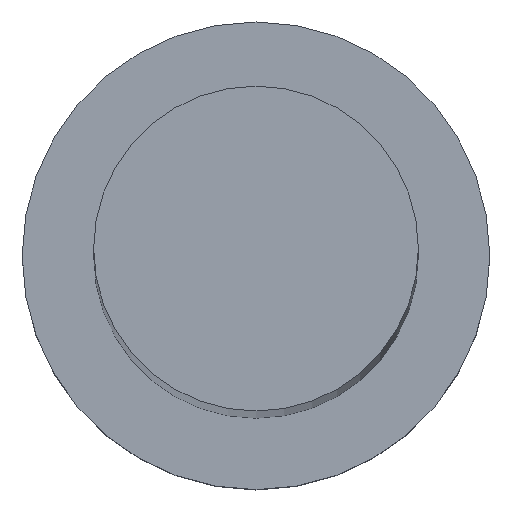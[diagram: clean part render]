
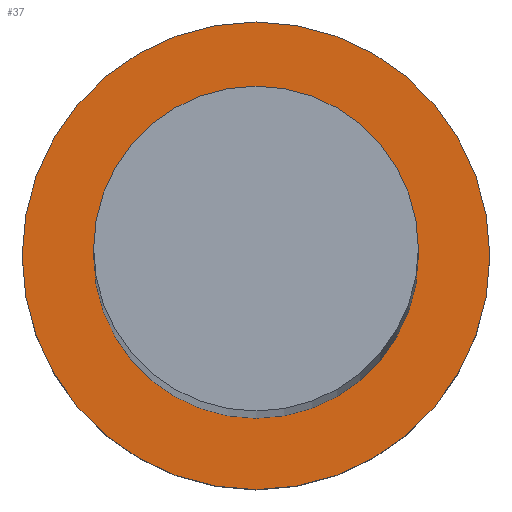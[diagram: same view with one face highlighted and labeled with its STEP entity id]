
A CAD part, top view. The second image highlights one B-rep face of the part: STEP entity #37.
In plain terms, the highlighted planar face has unit normal (0, 0, 1).
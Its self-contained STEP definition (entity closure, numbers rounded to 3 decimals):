
#2 = CARTESIAN_POINT ( 'NONE',  ( 0., 0., 7. ) ) ;
#37 = ADVANCED_FACE ( 'NONE', ( #236, #56 ), #193, .T. ) ;
#39 = CIRCLE ( 'NONE', #211, 9. ) ;
#40 = EDGE_CURVE ( 'NONE', #120, #108, #39, .T. ) ;
#44 = DIRECTION ( 'NONE',  ( 1., 0., 0. ) ) ;
#48 = CARTESIAN_POINT ( 'NONE',  ( 9., 0., 7. ) ) ;
#51 = DIRECTION ( 'NONE',  ( 1., 0., 0. ) ) ;
#56 = FACE_OUTER_BOUND ( 'NONE', #98, .T. ) ;
#63 = CARTESIAN_POINT ( 'NONE',  ( 0., 0., 7. ) ) ;
#64 = CARTESIAN_POINT ( 'NONE',  ( 0., 0., 7. ) ) ;
#67 = DIRECTION ( 'NONE',  ( 0., 0., 1. ) ) ;
#78 = ORIENTED_EDGE ( 'NONE', *, *, #185, .T. ) ;
#82 = VERTEX_POINT ( 'NONE', #225 ) ;
#84 = EDGE_CURVE ( 'NONE', #82, #251, #232, .T. ) ;
#86 = DIRECTION ( 'NONE',  ( 0., 0., 1. ) ) ;
#95 = AXIS2_PLACEMENT_3D ( 'NONE', #107, #86, #141 ) ;
#98 = EDGE_LOOP ( 'NONE', ( #78, #114 ) ) ;
#107 = CARTESIAN_POINT ( 'NONE',  ( 0., 0., 7. ) ) ;
#108 = VERTEX_POINT ( 'NONE', #155 ) ;
#114 = ORIENTED_EDGE ( 'NONE', *, *, #40, .T. ) ;
#120 = VERTEX_POINT ( 'NONE', #48 ) ;
#124 = DIRECTION ( 'NONE',  ( 0., 0., 1. ) ) ;
#127 = CARTESIAN_POINT ( 'NONE',  ( 0., 0., 7. ) ) ;
#132 = DIRECTION ( 'NONE',  ( 1., 0., 0. ) ) ;
#140 = CIRCLE ( 'NONE', #244, 9. ) ;
#141 = DIRECTION ( 'NONE',  ( 1., 0., 0. ) ) ;
#147 = EDGE_LOOP ( 'NONE', ( #223, #214 ) ) ;
#155 = CARTESIAN_POINT ( 'NONE',  ( -9., 0., 7. ) ) ;
#160 = AXIS2_PLACEMENT_3D ( 'NONE', #63, #124, #51 ) ;
#182 = CARTESIAN_POINT ( 'NONE',  ( -6.25, 0., 7. ) ) ;
#185 = EDGE_CURVE ( 'NONE', #108, #120, #140, .T. ) ;
#193 = PLANE ( 'NONE',  #229 ) ;
#198 = DIRECTION ( 'NONE',  ( 0., 0., 1. ) ) ;
#203 = DIRECTION ( 'NONE',  ( 0., 0., 1. ) ) ;
#205 = EDGE_CURVE ( 'NONE', #251, #82, #212, .T. ) ;
#211 = AXIS2_PLACEMENT_3D ( 'NONE', #127, #67, #220 ) ;
#212 = CIRCLE ( 'NONE', #160, 6.25 ) ;
#214 = ORIENTED_EDGE ( 'NONE', *, *, #84, .F. ) ;
#220 = DIRECTION ( 'NONE',  ( 1., 0., 0. ) ) ;
#223 = ORIENTED_EDGE ( 'NONE', *, *, #205, .F. ) ;
#225 = CARTESIAN_POINT ( 'NONE',  ( 6.25, 0., 7. ) ) ;
#229 = AXIS2_PLACEMENT_3D ( 'NONE', #64, #198, #132 ) ;
#232 = CIRCLE ( 'NONE', #95, 6.25 ) ;
#236 = FACE_BOUND ( 'NONE', #147, .T. ) ;
#244 = AXIS2_PLACEMENT_3D ( 'NONE', #2, #203, #44 ) ;
#251 = VERTEX_POINT ( 'NONE', #182 ) ;
